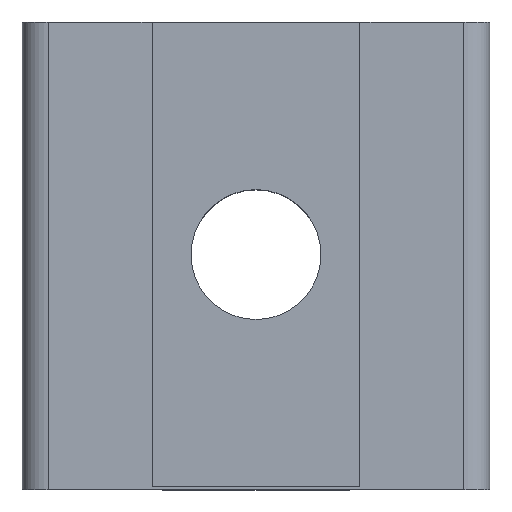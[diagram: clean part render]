
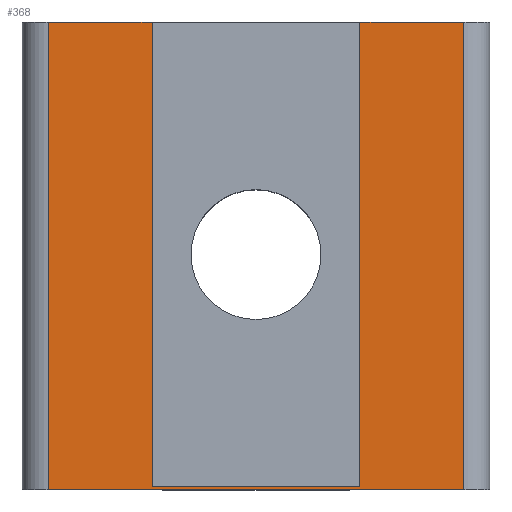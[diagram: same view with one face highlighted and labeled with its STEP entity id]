
A CAD part, top view. The second image highlights one B-rep face of the part: STEP entity #368.
In plain terms, the highlighted planar face has unit normal (0, 0, 1).
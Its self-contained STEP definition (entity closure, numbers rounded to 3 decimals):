
#150=CARTESIAN_POINT('',(8.,-9.05,-0.7));
#151=VERTEX_POINT('',#150);
#159=CARTESIAN_POINT('',(-8.0,-9.05,-0.7));
#160=VERTEX_POINT('',#159);
#161=CARTESIAN_POINT('',(-8.0,-9.05,-0.7));
#162=DIRECTION('',(1.0,0.0,0.0));
#163=VECTOR('',#162,16.);
#164=LINE('',#161,#163);
#165=EDGE_CURVE('',#160,#151,#164,.T.);
#256=CARTESIAN_POINT('',(-8.0,8.95,-0.7));
#257=VERTEX_POINT('',#256);
#265=CARTESIAN_POINT('',(-4.,8.95,-0.7));
#266=VERTEX_POINT('',#265);
#267=CARTESIAN_POINT('',(-4.,8.95,-0.7));
#268=DIRECTION('',(-1.0,0.0,0.0));
#269=VECTOR('',#268,4.);
#270=LINE('',#267,#269);
#271=EDGE_CURVE('',#266,#257,#270,.T.);
#273=CARTESIAN_POINT('',(4.,8.95,-0.7));
#274=VERTEX_POINT('',#273);
#281=CARTESIAN_POINT('',(8.,8.95,-0.7));
#282=VERTEX_POINT('',#281);
#283=CARTESIAN_POINT('',(8.,8.95,-0.7));
#284=DIRECTION('',(-1.0,0.0,0.0));
#285=VECTOR('',#284,4.);
#286=LINE('',#283,#285);
#287=EDGE_CURVE('',#282,#274,#286,.T.);
#324=CARTESIAN_POINT('',(-8.8,-9.95,-0.7));
#325=DIRECTION('',(0.0,0.0,1.0));
#326=DIRECTION('',(1.0,0.0,0.0));
#327=AXIS2_PLACEMENT_3D('',#324,#325,#326);
#328=PLANE('',#327);
#329=CARTESIAN_POINT('',(-4.,-8.938,-0.7));
#330=VERTEX_POINT('',#329);
#331=CARTESIAN_POINT('',(-4.,8.95,-0.7));
#332=DIRECTION('',(0.0,-1.0,0.0));
#333=VECTOR('',#332,17.888);
#334=LINE('',#331,#333);
#335=EDGE_CURVE('',#266,#330,#334,.T.);
#336=ORIENTED_EDGE('',*,*,#335,.F.);
#337=ORIENTED_EDGE('',*,*,#271,.T.);
#338=CARTESIAN_POINT('',(-8.0,8.95,-0.7));
#339=DIRECTION('',(0.0,-1.0,0.0));
#340=VECTOR('',#339,18.);
#341=LINE('',#338,#340);
#342=EDGE_CURVE('',#257,#160,#341,.T.);
#343=ORIENTED_EDGE('',*,*,#342,.T.);
#344=ORIENTED_EDGE('',*,*,#165,.T.);
#345=CARTESIAN_POINT('',(8.,-9.05,-0.7));
#346=DIRECTION('',(0.0,1.0,0.0));
#347=VECTOR('',#346,18.);
#348=LINE('',#345,#347);
#349=EDGE_CURVE('',#151,#282,#348,.T.);
#350=ORIENTED_EDGE('',*,*,#349,.T.);
#351=ORIENTED_EDGE('',*,*,#287,.T.);
#352=CARTESIAN_POINT('',(4.,-8.938,-0.7));
#353=VERTEX_POINT('',#352);
#354=CARTESIAN_POINT('',(4.,-8.938,-0.7));
#355=DIRECTION('',(0.0,1.0,0.0));
#356=VECTOR('',#355,17.888);
#357=LINE('',#354,#356);
#358=EDGE_CURVE('',#353,#274,#357,.T.);
#359=ORIENTED_EDGE('',*,*,#358,.F.);
#360=CARTESIAN_POINT('',(-4.,-8.938,-0.7));
#361=DIRECTION('',(1.0,0.0,0.0));
#362=VECTOR('',#361,8.);
#363=LINE('',#360,#362);
#364=EDGE_CURVE('',#330,#353,#363,.T.);
#365=ORIENTED_EDGE('',*,*,#364,.F.);
#366=EDGE_LOOP('',(#336,#337,#343,#344,#350,#351,#359,#365));
#367=FACE_OUTER_BOUND('',#366,.T.);
#368=ADVANCED_FACE('',(#367),#328,.T.);
